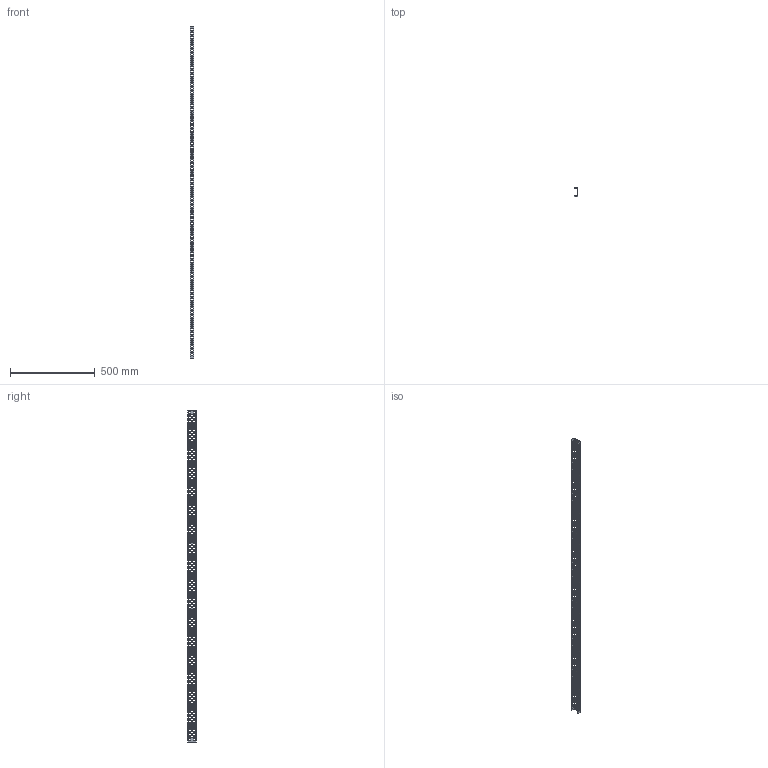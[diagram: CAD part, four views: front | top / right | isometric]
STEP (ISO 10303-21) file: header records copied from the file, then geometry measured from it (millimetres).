
FILE_DESCRIPTION (( 'STEP AP203' ), '1' );
FILE_NAME ('Øèðîêàÿ âåðòèêàëüíàÿðåéêà FORD äëÿ êîðïóñà âûñîòîé 2000 (2øò.) EKF PROxima.STEP', '2020-10-26T07:04:09', ( '' ), ( '' ), 'SwSTEP 2.0', 'SolidWorks 2019', '' );
FILE_SCHEMA (( 'CONFIG_CONTROL_DESIGN' ));
Products named in the file (1): Øèðîêàÿ âåðòèêàëüíàÿðåéêà FORD äëÿ êîðïóñà âûñîòîé 2000 (2øò.) EKF PROxima
Bounding box: 22 x 50 x 1964 mm (x, y, z)
Volume: 198547.3 mm3; surface area: 303227.3 mm2
Topology: 1 solids, 1 shells, 2882 faces, 8624 edges, 5744 vertices
Faces by surface type: plane 2026, cylinder 856
Entity records: 99801 total; most frequent: CARTESIAN_POINT 17251, ORIENTED_EDGE 17248, DIRECTION 16102, EDGE_CURVE 8624, VECTOR 6912, LINE 6912, VERTEX_POINT 5744, AXIS2_PLACEMENT_3D 4595
